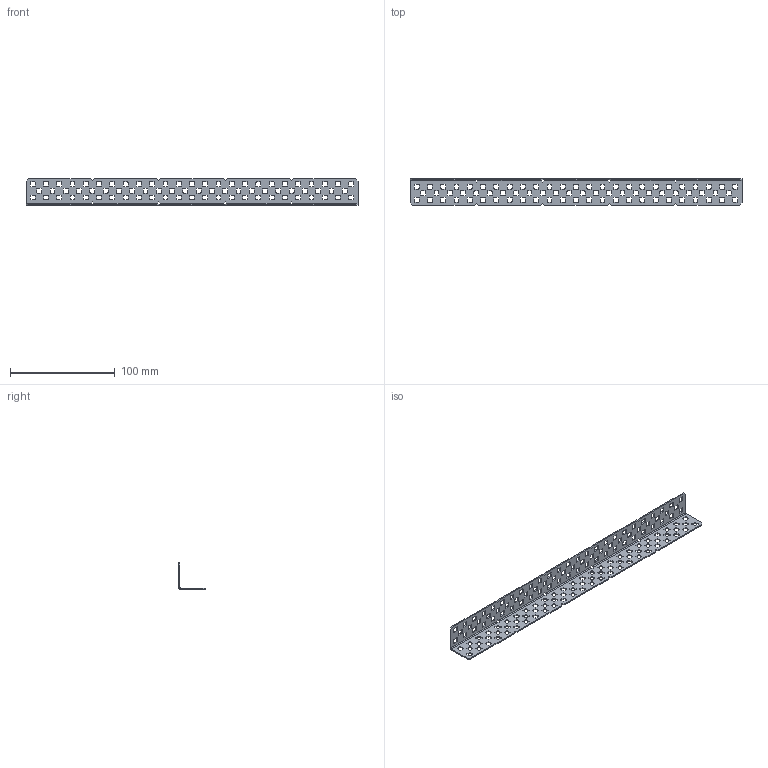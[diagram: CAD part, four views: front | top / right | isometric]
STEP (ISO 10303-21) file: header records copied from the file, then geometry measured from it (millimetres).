
FILE_DESCRIPTION (( 'STEP AP203' ), '1' );
FILE_NAME ('VL-ANG-22-25 RevA.STEP', '2007-08-24T14:39:51', ( 'Innovation First, Inc.' ), ( 'Innovation First, Inc.' ), 'SwSTEP 2.0', 'SolidWorks 2006052', '' );
FILE_SCHEMA (( 'CONFIG_CONTROL_DESIGN' ));
Products named in the file (1): VL-ANG-22-25 RevA
Bounding box: 317.5 x 25.4 x 25.4 mm (x, y, z)
Volume: 14430.3 mm3; surface area: 28675.2 mm2
Topology: 1 solids, 1 shells, 1266 faces, 3776 edges, 2504 vertices
Faces by surface type: plane 648, cylinder 602, bspline 16
Entity records: 43843 total; most frequent: CARTESIAN_POINT 8115, ORIENTED_EDGE 7552, DIRECTION 7410, EDGE_CURVE 3776, VECTOR 2532, LINE 2532, VERTEX_POINT 2504, AXIS2_PLACEMENT_3D 2439
